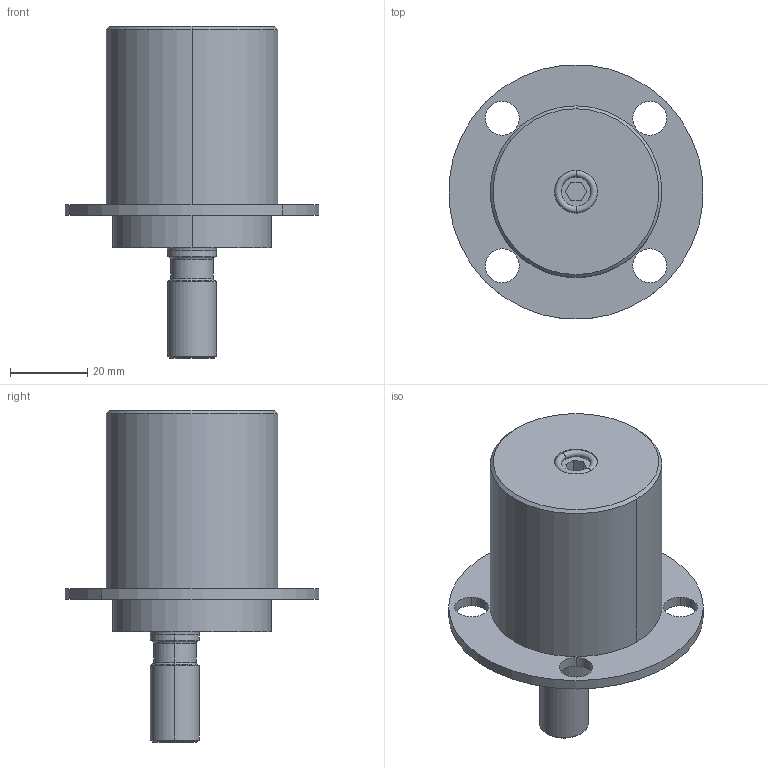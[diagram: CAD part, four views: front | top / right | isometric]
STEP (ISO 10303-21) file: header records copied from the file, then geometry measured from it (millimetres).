
FILE_DESCRIPTION((''),'2;1');
FILE_NAME('ILC15711000_ASM','2012-12-21T',('kr'),(''),'PRO/ENGINEER BY PARAMETRIC TECHNOLOGY CORPORATION, 2007460','PRO/ENGINEER BY PARAMETRIC TECHNOLOGY CORPORATION, 2007460','');
FILE_SCHEMA(('AUTOMOTIVE_DESIGN_CC2 { 1 2 10303 214 -1 1 5 2 }'));
Length unit declared in the file: inch
Products named in the file (4): ILC15711000_BODY; ILC15711000_PIVOT; ILC81571007; ILC15711000_ASM
Assembly tree (3 placements, depth 2):
  ILC15711000_ASM
    ILC15711000_BODY
    ILC15711000_PIVOT
    ILC81571007
Bounding box: 65.64 x 65.64 x 85.85 mm (x, y, z)
Volume: 95053.2 mm3; surface area: 19717.2 mm2
Topology: 3 solids, 4 shells, 102 faces, 232 edges, 137 vertices
Faces by surface type: cylinder 42, plane 30, cone 14, torus 12, sphere 4
Entity records: 3516 total; most frequent: DIRECTION 568, CARTESIAN_POINT 470, ORIENTED_EDGE 438, AXIS2_PLACEMENT_3D 235, EDGE_CURVE 222, VERTEX_POINT 137, PRESENTATION_STYLE_ASSIGNMENT 137, STYLED_ITEM 131
